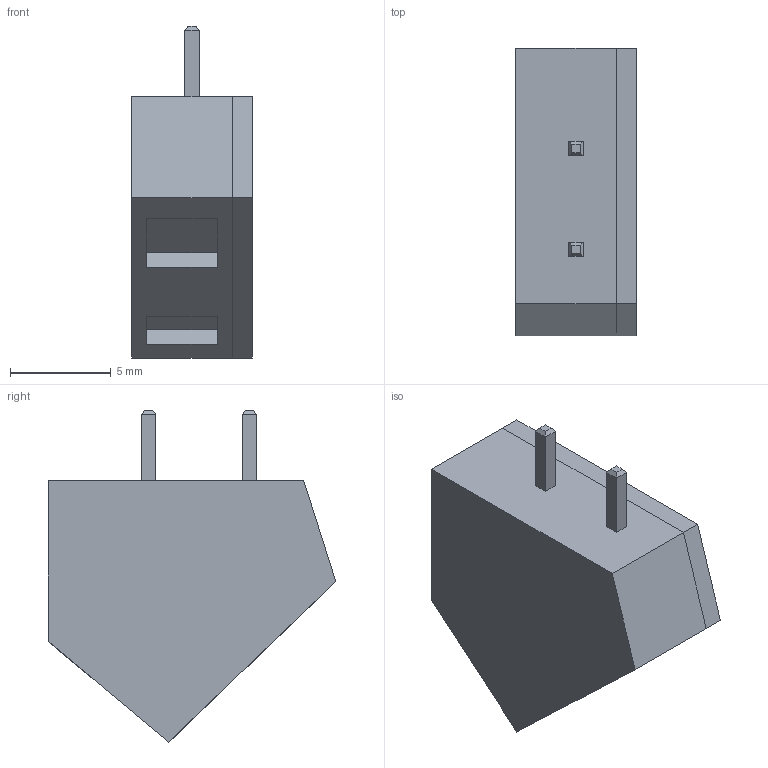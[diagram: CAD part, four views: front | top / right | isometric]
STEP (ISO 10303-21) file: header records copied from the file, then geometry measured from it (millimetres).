
FILE_DESCRIPTION (( 'STEP AP214' ), '1' );
FILE_NAME ('8191 FK1.STEP', '2023-03-13T03:44:28', ( '' ), ( '' ), 'SwSTEP 2.0', 'SolidWorks 2019', '' );
FILE_SCHEMA (( 'AUTOMOTIVE_DESIGN' ));
Length unit declared in the file: millimetre
Products named in the file (3): 8191 FK1; 8181; 8191
Assembly tree (2 placements, depth 2):
  8191 FK1
    8181
    8191
Bounding box: 6 x 14.3 x 16.5 mm (x, y, z)
Volume: 779.6 mm3; surface area: 864.1 mm2
Topology: 2 solids, 2 shells, 47 faces, 106 edges, 68 vertices
Faces by surface type: plane 47
Entity records: 1617 total; most frequent: CARTESIAN_POINT 226, ORIENTED_EDGE 212, DIRECTION 210, VECTOR 106, LINE 106, EDGE_CURVE 106, VERTEX_POINT 68, EDGE_LOOP 52
